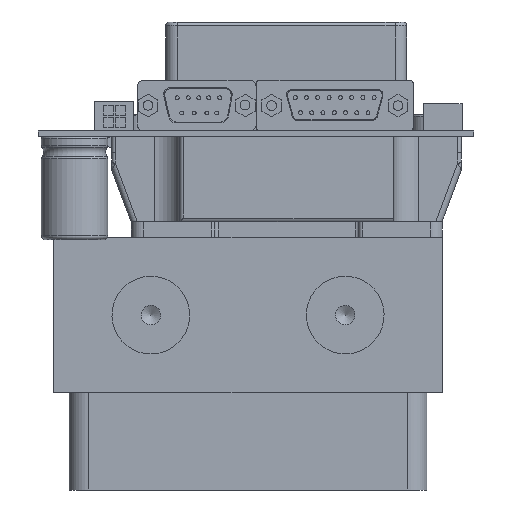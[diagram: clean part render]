
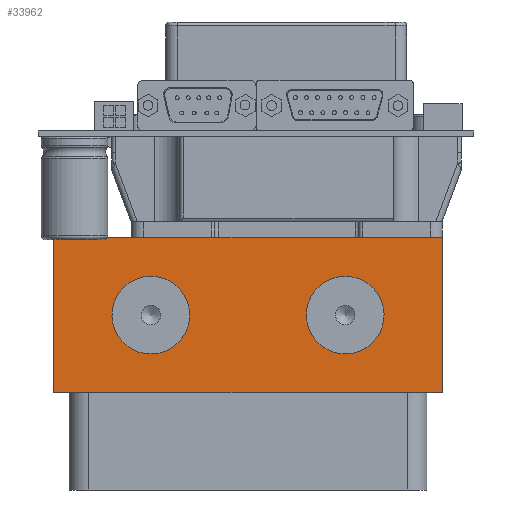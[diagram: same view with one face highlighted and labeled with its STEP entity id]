
A CAD part, left-side view. The second image highlights one B-rep face of the part: STEP entity #33962.
In plain terms, the highlighted planar face has unit normal (-1, 0, 0).
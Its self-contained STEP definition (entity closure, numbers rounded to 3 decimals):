
#589 = PLANE('',#590);
#590 = AXIS2_PLACEMENT_3D('',#591,#592,#593);
#591 = CARTESIAN_POINT('',(72.408,8.049,
    -48.079));
#592 = DIRECTION('',(0.,-1.,0.));
#593 = DIRECTION('',(-1.,0.,0.));
#643 = PLANE('',#644);
#644 = AXIS2_PLACEMENT_3D('',#645,#646,#647);
#645 = CARTESIAN_POINT('',(72.408,108.049,
    -48.079));
#646 = DIRECTION('',(0.,-1.,0.));
#647 = DIRECTION('',(-1.,0.,0.));
#7671 = VERTEX_POINT('',#7672);
#7672 = CARTESIAN_POINT('',(12.421,108.049,
    -25.872));
#7686 = PLANE('',#7687);
#7687 = AXIS2_PLACEMENT_3D('',#7688,#7689,#7690);
#7688 = CARTESIAN_POINT('',(12.421,108.049,
    -25.872));
#7689 = DIRECTION('',(0.,0.,1.));
#7690 = DIRECTION('',(1.,0.,0.));
#7698 = EDGE_CURVE('',#7699,#7671,#7701,.T.);
#7699 = VERTEX_POINT('',#7700);
#7700 = CARTESIAN_POINT('',(12.421,108.049,
    -65.872));
#7701 = SURFACE_CURVE('',#7702,(#7706,#7713),.PCURVE_S1.);
#7702 = LINE('',#7703,#7704);
#7703 = CARTESIAN_POINT('',(12.421,108.049,
    -65.872));
#7704 = VECTOR('',#7705,1.);
#7705 = DIRECTION('',(0.,0.,1.));
#7706 = PCURVE('',#643,#7707);
#7707 = DEFINITIONAL_REPRESENTATION('',(#7708),#7712);
#7708 = LINE('',#7709,#7710);
#7709 = CARTESIAN_POINT('',(59.987,17.793));
#7710 = VECTOR('',#7711,1.);
#7711 = DIRECTION('',(0.,-1.));
#7712 = ( GEOMETRIC_REPRESENTATION_CONTEXT(2) 
PARAMETRIC_REPRESENTATION_CONTEXT() REPRESENTATION_CONTEXT('2D SPACE',''
  ) );
#7713 = PCURVE('',#7714,#7719);
#7714 = PLANE('',#7715);
#7715 = AXIS2_PLACEMENT_3D('',#7716,#7717,#7718);
#7716 = CARTESIAN_POINT('',(12.421,108.049,
    -65.872));
#7717 = DIRECTION('',(-1.,0.,0.));
#7718 = DIRECTION('',(0.,0.,1.));
#7719 = DEFINITIONAL_REPRESENTATION('',(#7720),#7724);
#7720 = LINE('',#7721,#7722);
#7721 = CARTESIAN_POINT('',(0.,0.));
#7722 = VECTOR('',#7723,1.);
#7723 = DIRECTION('',(1.,0.));
#7724 = ( GEOMETRIC_REPRESENTATION_CONTEXT(2) 
PARAMETRIC_REPRESENTATION_CONTEXT() REPRESENTATION_CONTEXT('2D SPACE',''
  ) );
#7742 = PLANE('',#7743);
#7743 = AXIS2_PLACEMENT_3D('',#7744,#7745,#7746);
#7744 = CARTESIAN_POINT('',(16.421,108.049,
    -65.872));
#7745 = DIRECTION('',(0.,0.,-1.));
#7746 = DIRECTION('',(-1.,0.,0.));
#20202 = VERTEX_POINT('',#20203);
#20203 = CARTESIAN_POINT('',(12.421,8.049,
    -25.872));
#20224 = EDGE_CURVE('',#20225,#20202,#20227,.T.);
#20225 = VERTEX_POINT('',#20226);
#20226 = CARTESIAN_POINT('',(12.421,8.049,
    -65.872));
#20227 = SURFACE_CURVE('',#20228,(#20232,#20239),.PCURVE_S1.);
#20228 = LINE('',#20229,#20230);
#20229 = CARTESIAN_POINT('',(12.421,8.049,
    -65.872));
#20230 = VECTOR('',#20231,1.);
#20231 = DIRECTION('',(0.,0.,1.));
#20232 = PCURVE('',#589,#20233);
#20233 = DEFINITIONAL_REPRESENTATION('',(#20234),#20238);
#20234 = LINE('',#20235,#20236);
#20235 = CARTESIAN_POINT('',(59.987,17.793));
#20236 = VECTOR('',#20237,1.);
#20237 = DIRECTION('',(0.,-1.));
#20238 = ( GEOMETRIC_REPRESENTATION_CONTEXT(2) 
PARAMETRIC_REPRESENTATION_CONTEXT() REPRESENTATION_CONTEXT('2D SPACE',''
  ) );
#20239 = PCURVE('',#7714,#20240);
#20240 = DEFINITIONAL_REPRESENTATION('',(#20241),#20245);
#20241 = LINE('',#20242,#20243);
#20242 = CARTESIAN_POINT('',(0.,-100.));
#20243 = VECTOR('',#20244,1.);
#20244 = DIRECTION('',(1.,0.));
#20245 = ( GEOMETRIC_REPRESENTATION_CONTEXT(2) 
PARAMETRIC_REPRESENTATION_CONTEXT() REPRESENTATION_CONTEXT('2D SPACE',''
  ) );
#33768 = EDGE_CURVE('',#7671,#20202,#33769,.T.);
#33769 = SURFACE_CURVE('',#33770,(#33774,#33781),.PCURVE_S1.);
#33770 = LINE('',#33771,#33772);
#33771 = CARTESIAN_POINT('',(12.421,108.049,
    -25.872));
#33772 = VECTOR('',#33773,1.);
#33773 = DIRECTION('',(0.,-1.,0.));
#33774 = PCURVE('',#7686,#33775);
#33775 = DEFINITIONAL_REPRESENTATION('',(#33776),#33780);
#33776 = LINE('',#33777,#33778);
#33777 = CARTESIAN_POINT('',(0.,-0.));
#33778 = VECTOR('',#33779,1.);
#33779 = DIRECTION('',(0.,-1.));
#33780 = ( GEOMETRIC_REPRESENTATION_CONTEXT(2) 
PARAMETRIC_REPRESENTATION_CONTEXT() REPRESENTATION_CONTEXT('2D SPACE',''
  ) );
#33781 = PCURVE('',#7714,#33782);
#33782 = DEFINITIONAL_REPRESENTATION('',(#33783),#33787);
#33783 = LINE('',#33784,#33785);
#33784 = CARTESIAN_POINT('',(40.,0.));
#33785 = VECTOR('',#33786,1.);
#33786 = DIRECTION('',(0.,-1.));
#33787 = ( GEOMETRIC_REPRESENTATION_CONTEXT(2) 
PARAMETRIC_REPRESENTATION_CONTEXT() REPRESENTATION_CONTEXT('2D SPACE',''
  ) );
#33962 = ADVANCED_FACE('',(#33963,#33989,#34020),#7714,.T.);
#33963 = FACE_BOUND('',#33964,.T.);
#33964 = EDGE_LOOP('',(#33965,#33986,#33987,#33988));
#33965 = ORIENTED_EDGE('',*,*,#33966,.T.);
#33966 = EDGE_CURVE('',#7699,#20225,#33967,.T.);
#33967 = SURFACE_CURVE('',#33968,(#33972,#33979),.PCURVE_S1.);
#33968 = LINE('',#33969,#33970);
#33969 = CARTESIAN_POINT('',(12.421,108.049,
    -65.872));
#33970 = VECTOR('',#33971,1.);
#33971 = DIRECTION('',(0.,-1.,0.));
#33972 = PCURVE('',#7714,#33973);
#33973 = DEFINITIONAL_REPRESENTATION('',(#33974),#33978);
#33974 = LINE('',#33975,#33976);
#33975 = CARTESIAN_POINT('',(0.,0.));
#33976 = VECTOR('',#33977,1.);
#33977 = DIRECTION('',(0.,-1.));
#33978 = ( GEOMETRIC_REPRESENTATION_CONTEXT(2) 
PARAMETRIC_REPRESENTATION_CONTEXT() REPRESENTATION_CONTEXT('2D SPACE',''
  ) );
#33979 = PCURVE('',#7742,#33980);
#33980 = DEFINITIONAL_REPRESENTATION('',(#33981),#33985);
#33981 = LINE('',#33982,#33983);
#33982 = CARTESIAN_POINT('',(4.,0.));
#33983 = VECTOR('',#33984,1.);
#33984 = DIRECTION('',(0.,-1.));
#33985 = ( GEOMETRIC_REPRESENTATION_CONTEXT(2) 
PARAMETRIC_REPRESENTATION_CONTEXT() REPRESENTATION_CONTEXT('2D SPACE',''
  ) );
#33986 = ORIENTED_EDGE('',*,*,#20224,.T.);
#33987 = ORIENTED_EDGE('',*,*,#33768,.F.);
#33988 = ORIENTED_EDGE('',*,*,#7698,.F.);
#33989 = FACE_BOUND('',#33990,.T.);
#33990 = EDGE_LOOP('',(#33991));
#33991 = ORIENTED_EDGE('',*,*,#33992,.F.);
#33992 = EDGE_CURVE('',#33993,#33993,#33995,.T.);
#33993 = VERTEX_POINT('',#33994);
#33994 = CARTESIAN_POINT('',(12.421,83.049,
    -48.872));
#33995 = SURFACE_CURVE('',#33996,(#34001,#34008),.PCURVE_S1.);
#33996 = CIRCLE('',#33997,3.);
#33997 = AXIS2_PLACEMENT_3D('',#33998,#33999,#34000);
#33998 = CARTESIAN_POINT('',(12.421,83.049,
    -45.872));
#33999 = DIRECTION('',(-1.,0.,0.));
#34000 = DIRECTION('',(0.,0.,-1.));
#34001 = PCURVE('',#7714,#34002);
#34002 = DEFINITIONAL_REPRESENTATION('',(#34003),#34007);
#34003 = CIRCLE('',#34004,3.);
#34004 = AXIS2_PLACEMENT_2D('',#34005,#34006);
#34005 = CARTESIAN_POINT('',(20.,-25.));
#34006 = DIRECTION('',(-1.,-0.));
#34007 = ( GEOMETRIC_REPRESENTATION_CONTEXT(2) 
PARAMETRIC_REPRESENTATION_CONTEXT() REPRESENTATION_CONTEXT('2D SPACE',''
  ) );
#34008 = PCURVE('',#34009,#34014);
#34009 = CYLINDRICAL_SURFACE('',#34010,3.);
#34010 = AXIS2_PLACEMENT_3D('',#34011,#34012,#34013);
#34011 = CARTESIAN_POINT('',(12.421,83.049,
    -45.872));
#34012 = DIRECTION('',(-1.,0.,0.));
#34013 = DIRECTION('',(0.,0.,-1.));
#34014 = DEFINITIONAL_REPRESENTATION('',(#34015),#34019);
#34015 = LINE('',#34016,#34017);
#34016 = CARTESIAN_POINT('',(0.,0.));
#34017 = VECTOR('',#34018,1.);
#34018 = DIRECTION('',(1.,0.));
#34019 = ( GEOMETRIC_REPRESENTATION_CONTEXT(2) 
PARAMETRIC_REPRESENTATION_CONTEXT() REPRESENTATION_CONTEXT('2D SPACE',''
  ) );
#34020 = FACE_BOUND('',#34021,.T.);
#34021 = EDGE_LOOP('',(#34022));
#34022 = ORIENTED_EDGE('',*,*,#34023,.F.);
#34023 = EDGE_CURVE('',#34024,#34024,#34026,.T.);
#34024 = VERTEX_POINT('',#34025);
#34025 = CARTESIAN_POINT('',(12.421,33.049,
    -48.872));
#34026 = SURFACE_CURVE('',#34027,(#34032,#34039),.PCURVE_S1.);
#34027 = CIRCLE('',#34028,3.);
#34028 = AXIS2_PLACEMENT_3D('',#34029,#34030,#34031);
#34029 = CARTESIAN_POINT('',(12.421,33.049,
    -45.872));
#34030 = DIRECTION('',(-1.,0.,0.));
#34031 = DIRECTION('',(0.,0.,-1.));
#34032 = PCURVE('',#7714,#34033);
#34033 = DEFINITIONAL_REPRESENTATION('',(#34034),#34038);
#34034 = CIRCLE('',#34035,3.);
#34035 = AXIS2_PLACEMENT_2D('',#34036,#34037);
#34036 = CARTESIAN_POINT('',(20.,-75.));
#34037 = DIRECTION('',(-1.,-0.));
#34038 = ( GEOMETRIC_REPRESENTATION_CONTEXT(2) 
PARAMETRIC_REPRESENTATION_CONTEXT() REPRESENTATION_CONTEXT('2D SPACE',''
  ) );
#34039 = PCURVE('',#34040,#34045);
#34040 = CYLINDRICAL_SURFACE('',#34041,3.);
#34041 = AXIS2_PLACEMENT_3D('',#34042,#34043,#34044);
#34042 = CARTESIAN_POINT('',(12.421,33.049,
    -45.872));
#34043 = DIRECTION('',(-1.,0.,0.));
#34044 = DIRECTION('',(0.,0.,-1.));
#34045 = DEFINITIONAL_REPRESENTATION('',(#34046),#34050);
#34046 = LINE('',#34047,#34048);
#34047 = CARTESIAN_POINT('',(0.,0.));
#34048 = VECTOR('',#34049,1.);
#34049 = DIRECTION('',(1.,0.));
#34050 = ( GEOMETRIC_REPRESENTATION_CONTEXT(2) 
PARAMETRIC_REPRESENTATION_CONTEXT() REPRESENTATION_CONTEXT('2D SPACE',''
  ) );
